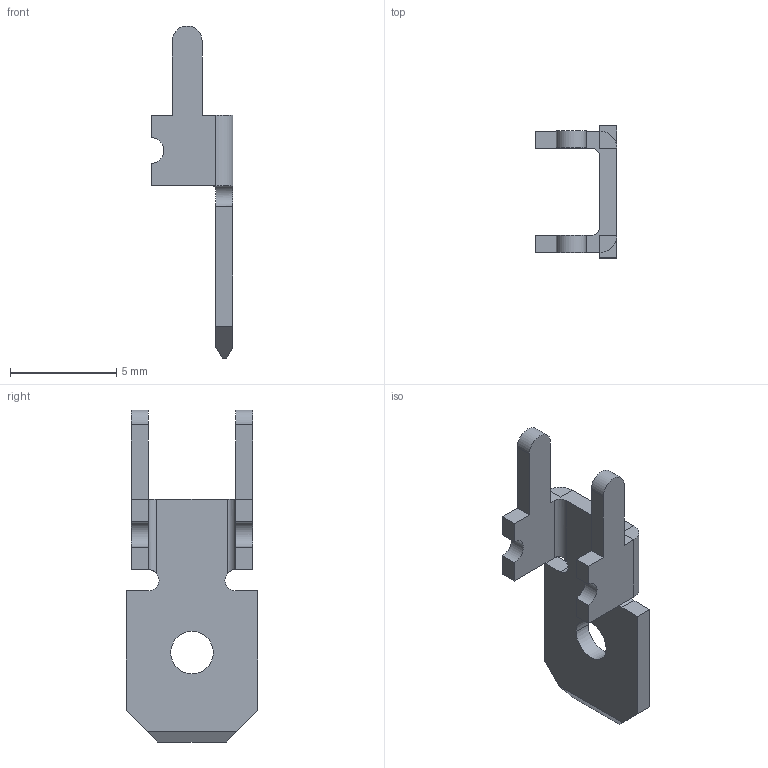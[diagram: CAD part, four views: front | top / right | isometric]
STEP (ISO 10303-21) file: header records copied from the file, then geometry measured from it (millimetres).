
FILE_DESCRIPTION((''),'2;1');
FILE_NAME('PRT0003','2020-12-01T16:35:29',('Administrator'),(''),'CREO PARAMETRIC BY PTC INC, 2020154','CREO PARAMETRIC BY PTC INC, 2020154','');
FILE_SCHEMA(('CONFIG_CONTROL_DESIGN','SHAPE_APPEARANCE_LAYERS_GROUPS'));
Length unit declared in the file: millimetre
Products named in the file (1): PRT0003
Bounding box: 3.85 x 6.2 x 15.6 mm (x, y, z)
Volume: 71.7 mm3; surface area: 235.3 mm2
Topology: 1 solids, 1 shells, 44 faces, 118 edges, 76 vertices
Faces by surface type: plane 32, cylinder 12
Entity records: 1463 total; most frequent: CARTESIAN_POINT 248, ORIENTED_EDGE 236, DIRECTION 226, EDGE_CURVE 118, VECTOR 94, LINE 94, VERTEX_POINT 76, AXIS2_PLACEMENT_3D 66
